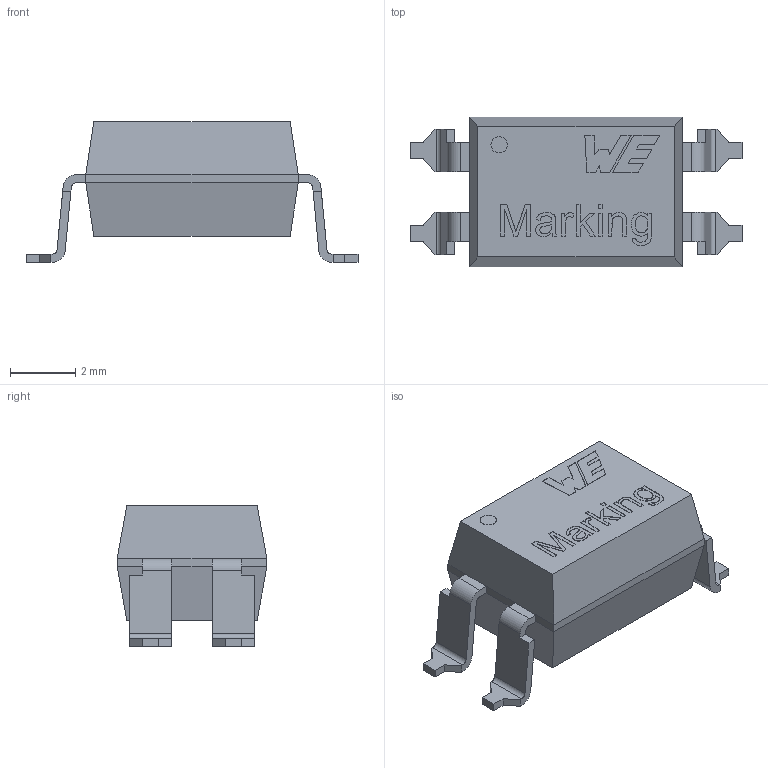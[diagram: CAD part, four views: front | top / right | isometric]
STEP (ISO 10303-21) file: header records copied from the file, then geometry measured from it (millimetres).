
FILE_DESCRIPTION( ( 'Unknown' ), '1' );
FILE_NAME( 'DIP4_816D(S).stp', 'Unknown', ( 'Unknown' ), ( 'Unknown' ), 'PSStep 21.0.46', 'Unknown', ' ' );
FILE_SCHEMA( ( 'AUTOMOTIVE_DESIGN { 1 0 10303 214 1 1 1 1 }' ) );
Length unit declared in the file: millimetre
Products named in the file (3): Assem1; Body; Pin
Assembly tree (3 placements, depth 2):
  Assem1
    Body
    Pin  x2
Bounding box: 10.15 x 4.58 x 4.3 mm (x, y, z)
Volume: 98.6 mm3; surface area: 224.7 mm2
Topology: 3 solids, 3 shells, 195 faces, 516 edges, 336 vertices
Faces by surface type: plane 162, cylinder 17, extrusion 16
Full cylindrical faces by diameter (mm): 0.5 x1
Entity records: 6818 total; most frequent: CARTESIAN_POINT 1753, ORIENTED_EDGE 836, DIRECTION 626, EDGE_CURVE 418, VECTOR 292, LINE 276, VERTEX_POINT 272, EDGE_LOOP 176
